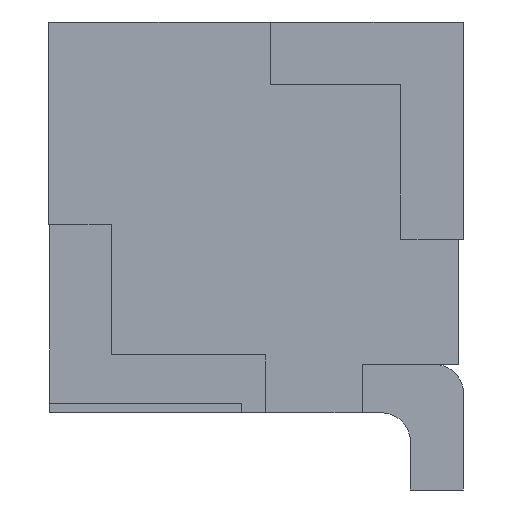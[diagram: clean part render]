
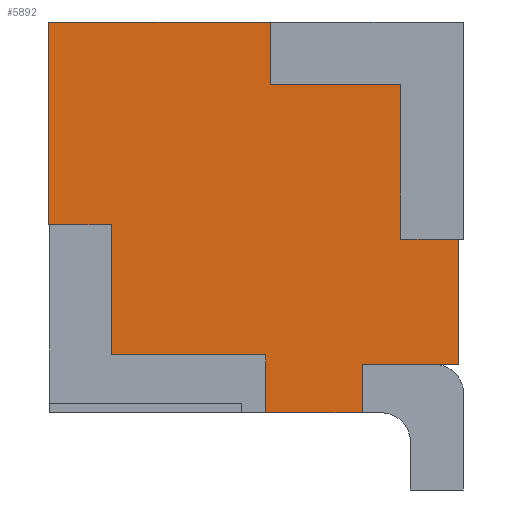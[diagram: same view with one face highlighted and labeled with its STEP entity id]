
A CAD part, left-side view. The second image highlights one B-rep face of the part: STEP entity #5892.
In plain terms, the highlighted planar face has unit normal (-1, 0, 0).
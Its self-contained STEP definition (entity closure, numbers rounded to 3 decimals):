
#7 = EDGE_CURVE ( 'NONE', #7348, #5813, #8343, .T. ) ;
#44 = DIRECTION ( 'NONE',  ( 0., 0., 1. ) ) ;
#83 = CARTESIAN_POINT ( 'NONE',  ( -2.875, 1., 2.025 ) ) ;
#96 = CARTESIAN_POINT ( 'NONE',  ( -2.875, 4.25, -0.025 ) ) ;
#128 = ORIENTED_EDGE ( 'NONE', *, *, #7, .F. ) ;
#134 = CARTESIAN_POINT ( 'NONE',  ( -2.875, 4.25, -2.025 ) ) ;
#149 = ORIENTED_EDGE ( 'NONE', *, *, #5165, .F. ) ;
#330 = CARTESIAN_POINT ( 'NONE',  ( -2.875, 3.6, -0.075 ) ) ;
#469 = EDGE_CURVE ( 'NONE', #8126, #1599, #4402, .T. ) ;
#532 = EDGE_CURVE ( 'NONE', #5813, #8301, #8872, .T. ) ;
#698 = LINE ( 'NONE', #11249, #6117 ) ;
#702 = VERTEX_POINT ( 'NONE', #5046 ) ;
#1105 = VERTEX_POINT ( 'NONE', #1247 ) ;
#1183 = LINE ( 'NONE', #3928, #3669 ) ;
#1199 = VECTOR ( 'NONE', #44, 1000. ) ;
#1247 = CARTESIAN_POINT ( 'NONE',  ( -2.875, 1.95, 2.025 ) ) ;
#1458 = ORIENTED_EDGE ( 'NONE', *, *, #3890, .F. ) ;
#1487 = LINE ( 'NONE', #134, #6073 ) ;
#1517 = CARTESIAN_POINT ( 'NONE',  ( -2.875, 2., -1.425 ) ) ;
#1599 = VERTEX_POINT ( 'NONE', #3571 ) ;
#1880 = ORIENTED_EDGE ( 'NONE', *, *, #532, .F. ) ;
#1981 = LINE ( 'NONE', #9543, #7157 ) ;
#2153 = FACE_OUTER_BOUND ( 'NONE', #7001, .T. ) ;
#2338 = VERTEX_POINT ( 'NONE', #7695 ) ;
#2352 = DIRECTION ( 'NONE',  ( 0., 0., 1. ) ) ;
#2510 = CARTESIAN_POINT ( 'NONE',  ( -2.875, 1.95, 1.375 ) ) ;
#2751 = ORIENTED_EDGE ( 'NONE', *, *, #8467, .F. ) ;
#2855 = PLANE ( 'NONE',  #9238 ) ;
#2856 = EDGE_CURVE ( 'NONE', #1599, #1105, #1981, .T. ) ;
#2981 = EDGE_CURVE ( 'NONE', #10467, #4233, #5738, .T. ) ;
#3183 = VERTEX_POINT ( 'NONE', #5598 ) ;
#3226 = DIRECTION ( 'NONE',  ( 0., 1., 0. ) ) ;
#3403 = ORIENTED_EDGE ( 'NONE', *, *, #2856, .F. ) ;
#3474 = LINE ( 'NONE', #10381, #5573 ) ;
#3571 = CARTESIAN_POINT ( 'NONE',  ( -2.875, 4.25, 2.025 ) ) ;
#3663 = DIRECTION ( 'NONE',  ( 0., 0., 1. ) ) ;
#3665 = CARTESIAN_POINT ( 'NONE',  ( -2.875, 1.95, 1.375 ) ) ;
#3669 = VECTOR ( 'NONE', #10146, 1000. ) ;
#3705 = DIRECTION ( 'NONE',  ( 0., 1., 0. ) ) ;
#3722 = VECTOR ( 'NONE', #3226, 1000. ) ;
#3730 = CARTESIAN_POINT ( 'NONE',  ( -2.875, 4.25, -1.525 ) ) ;
#3777 = CARTESIAN_POINT ( 'NONE',  ( -2.875, 0.6, -0.225 ) ) ;
#3890 = EDGE_CURVE ( 'NONE', #4207, #2338, #5701, .T. ) ;
#3928 = CARTESIAN_POINT ( 'NONE',  ( -2.875, 1.95, 2.025 ) ) ;
#4027 = VECTOR ( 'NONE', #9669, 1000. ) ;
#4029 = EDGE_CURVE ( 'NONE', #5193, #3183, #4157, .T. ) ;
#4157 = LINE ( 'NONE', #2510, #4027 ) ;
#4162 = DIRECTION ( 'NONE',  ( 0., 0., -1. ) ) ;
#4207 = VERTEX_POINT ( 'NONE', #3777 ) ;
#4233 = VERTEX_POINT ( 'NONE', #6147 ) ;
#4402 = LINE ( 'NONE', #96, #6931 ) ;
#4607 = DIRECTION ( 'NONE',  ( 0., 1., 0. ) ) ;
#4706 = VECTOR ( 'NONE', #5744, 1000. ) ;
#4784 = CARTESIAN_POINT ( 'NONE',  ( -2.875, 3.6, -0.075 ) ) ;
#4862 = EDGE_CURVE ( 'NONE', #10467, #2338, #5674, .T. ) ;
#4924 = VECTOR ( 'NONE', #3705, 1000. ) ;
#4987 = CARTESIAN_POINT ( 'NONE',  ( -2.875, 2., -1.425 ) ) ;
#5046 = CARTESIAN_POINT ( 'NONE',  ( -2.875, 2., -2.025 ) ) ;
#5093 = DIRECTION ( 'NONE',  ( 0., 1., 0. ) ) ;
#5165 = EDGE_CURVE ( 'NONE', #8007, #702, #1487, .T. ) ;
#5193 = VERTEX_POINT ( 'NONE', #3665 ) ;
#5236 = LINE ( 'NONE', #83, #1199 ) ;
#5293 = ORIENTED_EDGE ( 'NONE', *, *, #11401, .F. ) ;
#5537 = ORIENTED_EDGE ( 'NONE', *, *, #4862, .T. ) ;
#5573 = VECTOR ( 'NONE', #5093, 1000. ) ;
#5598 = CARTESIAN_POINT ( 'NONE',  ( -2.875, 0.6, 1.375 ) ) ;
#5653 = VECTOR ( 'NONE', #2352, 1000. ) ;
#5674 = LINE ( 'NONE', #11099, #4706 ) ;
#5701 = LINE ( 'NONE', #8625, #7799 ) ;
#5738 = LINE ( 'NONE', #3730, #4924 ) ;
#5744 = DIRECTION ( 'NONE',  ( 0., 0., 1. ) ) ;
#5747 = EDGE_CURVE ( 'NONE', #8007, #4233, #5236, .T. ) ;
#5813 = VERTEX_POINT ( 'NONE', #8851 ) ;
#5892 = ADVANCED_FACE ( 'NONE', ( #2153 ), #2855, .F. ) ;
#6073 = VECTOR ( 'NONE', #4607, 1000. ) ;
#6117 = VECTOR ( 'NONE', #4162, 1000. ) ;
#6147 = CARTESIAN_POINT ( 'NONE',  ( -2.875, 1., -1.525 ) ) ;
#6182 = EDGE_CURVE ( 'NONE', #1105, #5193, #1183, .T. ) ;
#6511 = VECTOR ( 'NONE', #9244, 1000. ) ;
#6931 = VECTOR ( 'NONE', #3663, 1000. ) ;
#7001 = EDGE_LOOP ( 'NONE', ( #7211, #2751, #1880, #128, #5293, #149, #8210, #10961, #5537, #1458, #7300, #7401, #7645, #3403 ) ) ;
#7157 = VECTOR ( 'NONE', #8690, 1000. ) ;
#7199 = DIRECTION ( 'NONE',  ( 0., 0., 1. ) ) ;
#7211 = ORIENTED_EDGE ( 'NONE', *, *, #469, .F. ) ;
#7300 = ORIENTED_EDGE ( 'NONE', *, *, #8816, .F. ) ;
#7348 = VERTEX_POINT ( 'NONE', #1517 ) ;
#7401 = ORIENTED_EDGE ( 'NONE', *, *, #4029, .F. ) ;
#7645 = ORIENTED_EDGE ( 'NONE', *, *, #6182, .F. ) ;
#7695 = CARTESIAN_POINT ( 'NONE',  ( -2.875, 0., -0.225 ) ) ;
#7799 = VECTOR ( 'NONE', #8665, 1000. ) ;
#8007 = VERTEX_POINT ( 'NONE', #9715 ) ;
#8036 = LINE ( 'NONE', #4987, #5653 ) ;
#8080 = DIRECTION ( 'NONE',  ( 1., 0., 0. ) ) ;
#8126 = VERTEX_POINT ( 'NONE', #11544 ) ;
#8210 = ORIENTED_EDGE ( 'NONE', *, *, #5747, .T. ) ;
#8301 = VERTEX_POINT ( 'NONE', #4784 ) ;
#8343 = LINE ( 'NONE', #11250, #3722 ) ;
#8467 = EDGE_CURVE ( 'NONE', #8301, #8126, #3474, .T. ) ;
#8625 = CARTESIAN_POINT ( 'NONE',  ( -2.875, 0.6, -0.225 ) ) ;
#8665 = DIRECTION ( 'NONE',  ( 0., -1., 0. ) ) ;
#8690 = DIRECTION ( 'NONE',  ( 0., -1., 0. ) ) ;
#8816 = EDGE_CURVE ( 'NONE', #3183, #4207, #698, .T. ) ;
#8851 = CARTESIAN_POINT ( 'NONE',  ( -2.875, 3.6, -1.425 ) ) ;
#8872 = LINE ( 'NONE', #330, #6511 ) ;
#9084 = CARTESIAN_POINT ( 'NONE',  ( -2.875, 0., 0. ) ) ;
#9238 = AXIS2_PLACEMENT_3D ( 'NONE', #9084, #8080, #7199 ) ;
#9244 = DIRECTION ( 'NONE',  ( 0., 0., 1. ) ) ;
#9511 = CARTESIAN_POINT ( 'NONE',  ( -2.875, 0., -1.525 ) ) ;
#9543 = CARTESIAN_POINT ( 'NONE',  ( -2.875, 4.25, 2.025 ) ) ;
#9669 = DIRECTION ( 'NONE',  ( 0., -1., 0. ) ) ;
#9715 = CARTESIAN_POINT ( 'NONE',  ( -2.875, 1., -2.025 ) ) ;
#10146 = DIRECTION ( 'NONE',  ( 0., 0., -1. ) ) ;
#10381 = CARTESIAN_POINT ( 'NONE',  ( -2.875, 4.25, -0.075 ) ) ;
#10467 = VERTEX_POINT ( 'NONE', #9511 ) ;
#10961 = ORIENTED_EDGE ( 'NONE', *, *, #2981, .F. ) ;
#11099 = CARTESIAN_POINT ( 'NONE',  ( -2.875, 0., 2.025 ) ) ;
#11249 = CARTESIAN_POINT ( 'NONE',  ( -2.875, 0.6, 1.375 ) ) ;
#11250 = CARTESIAN_POINT ( 'NONE',  ( -2.875, 3.6, -1.425 ) ) ;
#11401 = EDGE_CURVE ( 'NONE', #702, #7348, #8036, .T. ) ;
#11544 = CARTESIAN_POINT ( 'NONE',  ( -2.875, 4.25, -0.075 ) ) ;
